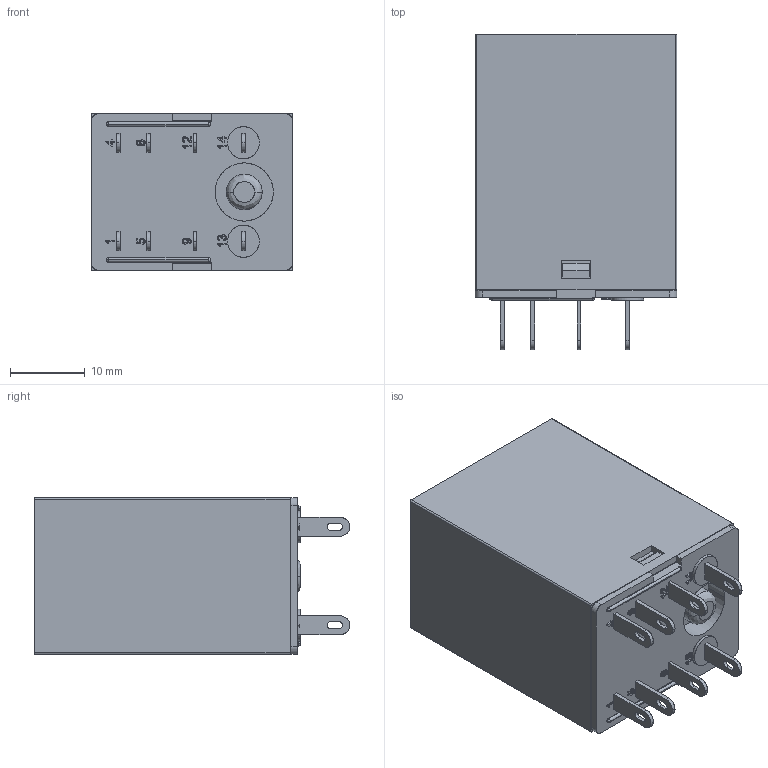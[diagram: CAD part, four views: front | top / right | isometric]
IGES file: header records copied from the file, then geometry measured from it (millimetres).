
Start section: SolidWorks IGES file using analytic representation for surfaces
Global section: file name: RN2S-(S)[C][N]_[L][F]-###.IGS,15; native system: HSolidWorks 2019; preprocessor: SolidWorks 2019; author: 1003643; date: 201208.132604; units: millimetre
Bounding box: 27 x 42.3 x 21 mm (x, y, z)
Surface area: 9447.4 mm2 (no closed solid volume)
Topology: 0 solids, 0 shells, 396 faces, 3766 edges, 3759 vertices
Faces by surface type: bspline 309, revolution 87
